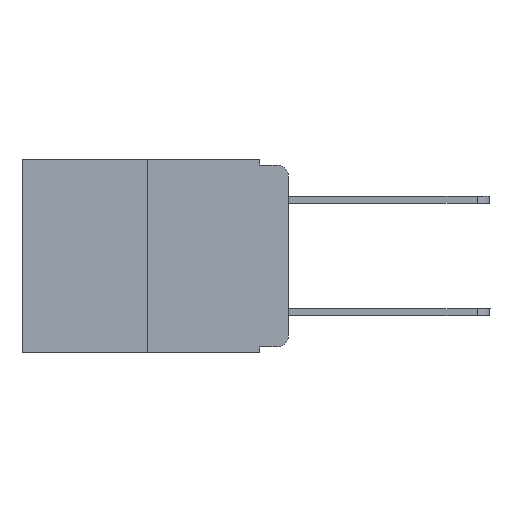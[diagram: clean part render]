
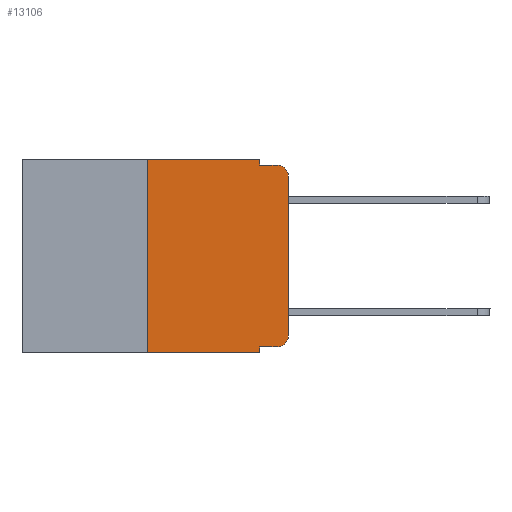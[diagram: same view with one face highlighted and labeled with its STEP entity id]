
A CAD part, left-side view. The second image highlights one B-rep face of the part: STEP entity #13106.
In plain terms, the highlighted planar face has unit normal (-1, 0, 0).
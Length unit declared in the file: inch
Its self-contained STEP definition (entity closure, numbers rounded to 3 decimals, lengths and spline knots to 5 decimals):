
#91 = VECTOR ( 'NONE', #1679, 39.37008 ) ;
#182 = LINE ( 'NONE', #2327, #5935 ) ;
#245 = CIRCLE ( 'NONE', #6002, 0.02 ) ;
#307 = CARTESIAN_POINT ( 'NONE',  ( 0., 0., -0.03 ) ) ;
#317 = DIRECTION ( 'NONE',  ( 0., -1., 0. ) ) ;
#343 = CIRCLE ( 'NONE', #9681, 0.02 ) ;
#436 = VERTEX_POINT ( 'NONE', #307 ) ;
#533 = CARTESIAN_POINT ( 'NONE',  ( 0., 0.473, 0. ) ) ;
#935 = CARTESIAN_POINT ( 'NONE',  ( 0., 0.02, -0.333 ) ) ;
#964 = EDGE_CURVE ( 'NONE', #6257, #5887, #3876, .T. ) ;
#1288 = ORIENTED_EDGE ( 'NONE', *, *, #12302, .T. ) ;
#1505 = LINE ( 'NONE', #7702, #91 ) ;
#1570 = LINE ( 'NONE', #8742, #12162 ) ;
#1593 = EDGE_CURVE ( 'NONE', #2407, #13040, #6434, .T. ) ;
#1594 = DIRECTION ( 'NONE',  ( 0., -1., 0. ) ) ;
#1679 = DIRECTION ( 'NONE',  ( 0., -1., 0. ) ) ;
#1830 = EDGE_CURVE ( 'NONE', #8805, #5808, #182, .T. ) ;
#1877 = FACE_OUTER_BOUND ( 'NONE', #2749, .T. ) ;
#2123 = ORIENTED_EDGE ( 'NONE', *, *, #13136, .F. ) ;
#2130 = EDGE_CURVE ( 'NONE', #13040, #6257, #3367, .T. ) ;
#2327 = CARTESIAN_POINT ( 'NONE',  ( 0., 0.051, -0.333 ) ) ;
#2407 = VERTEX_POINT ( 'NONE', #9444 ) ;
#2749 = EDGE_LOOP ( 'NONE', ( #7992, #4705, #11364, #11080, #5294, #5471, #1288, #2123, #8853, #6713 ) ) ;
#3138 = CARTESIAN_POINT ( 'NONE',  ( 0., 0.25, 0. ) ) ;
#3367 = LINE ( 'NONE', #9842, #12025 ) ;
#3876 = LINE ( 'NONE', #5054, #9007 ) ;
#4705 = ORIENTED_EDGE ( 'NONE', *, *, #12398, .T. ) ;
#4711 = CARTESIAN_POINT ( 'NONE',  ( 0., 0.051, -0.343 ) ) ;
#4999 = CARTESIAN_POINT ( 'NONE',  ( 0., 0.02, -0.03 ) ) ;
#5054 = CARTESIAN_POINT ( 'NONE',  ( 0., 0.051, 0. ) ) ;
#5294 = ORIENTED_EDGE ( 'NONE', *, *, #2130, .F. ) ;
#5471 = ORIENTED_EDGE ( 'NONE', *, *, #1593, .F. ) ;
#5694 = DIRECTION ( 'NONE',  ( 0., 0., -1. ) ) ;
#5808 = VERTEX_POINT ( 'NONE', #935 ) ;
#5887 = VERTEX_POINT ( 'NONE', #10459 ) ;
#5935 = VECTOR ( 'NONE', #317, 39.37008 ) ;
#5990 = DIRECTION ( 'NONE',  ( 0., 0., -1. ) ) ;
#6002 = AXIS2_PLACEMENT_3D ( 'NONE', #10536, #12602, #9649 ) ;
#6257 = VERTEX_POINT ( 'NONE', #11776 ) ;
#6434 = LINE ( 'NONE', #3138, #8335 ) ;
#6713 = ORIENTED_EDGE ( 'NONE', *, *, #9200, .T. ) ;
#7101 = AXIS2_PLACEMENT_3D ( 'NONE', #533, #9678, #10704 ) ;
#7330 = CARTESIAN_POINT ( 'NONE',  ( 0., 0., 0. ) ) ;
#7702 = CARTESIAN_POINT ( 'NONE',  ( 0., 0.051, -0.01 ) ) ;
#7751 = LINE ( 'NONE', #7330, #8890 ) ;
#7892 = DIRECTION ( 'NONE',  ( 0., -1., 0. ) ) ;
#7992 = ORIENTED_EDGE ( 'NONE', *, *, #8328, .T. ) ;
#8328 = EDGE_CURVE ( 'NONE', #10116, #436, #7751, .T. ) ;
#8335 = VECTOR ( 'NONE', #10299, 39.37008 ) ;
#8617 = EDGE_CURVE ( 'NONE', #5887, #10307, #1505, .T. ) ;
#8691 = DIRECTION ( 'NONE',  ( 0., 0., 1. ) ) ;
#8742 = CARTESIAN_POINT ( 'NONE',  ( 0., 0.051, 0. ) ) ;
#8805 = VERTEX_POINT ( 'NONE', #12977 ) ;
#8853 = ORIENTED_EDGE ( 'NONE', *, *, #1830, .T. ) ;
#8890 = VECTOR ( 'NONE', #8691, 39.37008 ) ;
#9007 = VECTOR ( 'NONE', #11525, 39.37008 ) ;
#9200 = EDGE_CURVE ( 'NONE', #5808, #10116, #245, .T. ) ;
#9444 = CARTESIAN_POINT ( 'NONE',  ( 0., 0.25, -0.343 ) ) ;
#9446 = LINE ( 'NONE', #10954, #12023 ) ;
#9581 = PLANE ( 'NONE',  #7101 ) ;
#9649 = DIRECTION ( 'NONE',  ( 0., 0., -1. ) ) ;
#9678 = DIRECTION ( 'NONE',  ( 1., 0., 0. ) ) ;
#9681 = AXIS2_PLACEMENT_3D ( 'NONE', #4999, #12225, #5990 ) ;
#9842 = CARTESIAN_POINT ( 'NONE',  ( 0., 0.473, 0. ) ) ;
#10116 = VERTEX_POINT ( 'NONE', #10509 ) ;
#10299 = DIRECTION ( 'NONE',  ( 0., 0., 1. ) ) ;
#10307 = VERTEX_POINT ( 'NONE', #12771 ) ;
#10450 = VERTEX_POINT ( 'NONE', #4711 ) ;
#10459 = CARTESIAN_POINT ( 'NONE',  ( 0., 0.051, -0.01 ) ) ;
#10509 = CARTESIAN_POINT ( 'NONE',  ( 0., 0., -0.313 ) ) ;
#10536 = CARTESIAN_POINT ( 'NONE',  ( 0., 0.02, -0.313 ) ) ;
#10704 = DIRECTION ( 'NONE',  ( 0., 0., -1. ) ) ;
#10954 = CARTESIAN_POINT ( 'NONE',  ( 0., 0.473, -0.343 ) ) ;
#11080 = ORIENTED_EDGE ( 'NONE', *, *, #964, .F. ) ;
#11364 = ORIENTED_EDGE ( 'NONE', *, *, #8617, .F. ) ;
#11525 = DIRECTION ( 'NONE',  ( 0., 0., -1. ) ) ;
#11776 = CARTESIAN_POINT ( 'NONE',  ( 0., 0.051, 0. ) ) ;
#11807 = CARTESIAN_POINT ( 'NONE',  ( 0., 0.25, 0. ) ) ;
#12023 = VECTOR ( 'NONE', #7892, 39.37008 ) ;
#12025 = VECTOR ( 'NONE', #1594, 39.37008 ) ;
#12162 = VECTOR ( 'NONE', #5694, 39.37008 ) ;
#12225 = DIRECTION ( 'NONE',  ( -1., 0., 0. ) ) ;
#12302 = EDGE_CURVE ( 'NONE', #2407, #10450, #9446, .T. ) ;
#12398 = EDGE_CURVE ( 'NONE', #436, #10307, #343, .T. ) ;
#12602 = DIRECTION ( 'NONE',  ( -1., 0., 0. ) ) ;
#12771 = CARTESIAN_POINT ( 'NONE',  ( 0., 0.02, -0.01 ) ) ;
#12977 = CARTESIAN_POINT ( 'NONE',  ( 0., 0.051, -0.333 ) ) ;
#13040 = VERTEX_POINT ( 'NONE', #11807 ) ;
#13106 = ADVANCED_FACE ( 'NONE', ( #1877 ), #9581, .F. ) ;
#13136 = EDGE_CURVE ( 'NONE', #8805, #10450, #1570, .T. ) ;
